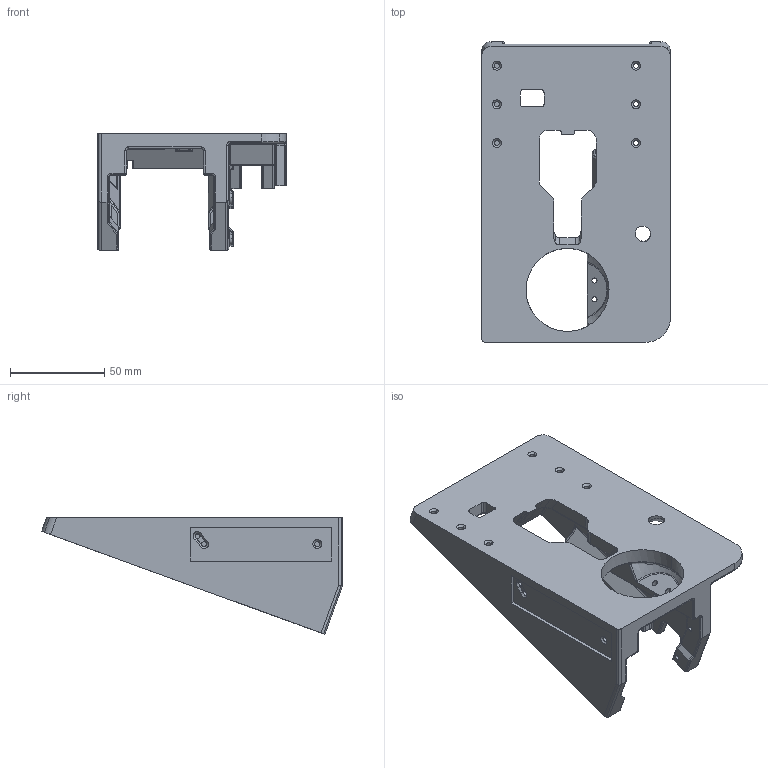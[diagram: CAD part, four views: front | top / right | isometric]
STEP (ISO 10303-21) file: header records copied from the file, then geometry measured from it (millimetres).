
FILE_DESCRIPTION(('STEP AP214'),'1');
FILE_NAME('Structure.stp','2022-08-06T14:23:01',(' '),(' '),'Spatial InterOp 3D',' ',' ');
FILE_SCHEMA(('AUTOMOTIVE_DESIGN { 1 0 10303 214 1 1 1 1 }'));
Length unit declared in the file: metre
Products named in the file (1): Structure
Bounding box: 100 x 159.37 x 61.79 mm (x, y, z)
Volume: 171873.3 mm3; surface area: 57600.7 mm2
Topology: 1 solids, 1 shells, 976 faces, 2486 edges, 1496 vertices
Faces by surface type: cylinder 572, plane 152, bspline 74, torus 74, cone 62, sphere 41, revolution 1
Entity records: 51397 total; most frequent: CARTESIAN_POINT 27551, DIRECTION 5348, ORIENTED_EDGE 4906, EDGE_CURVE 2453, AXIS2_PLACEMENT_3D 2178, VERTEX_POINT 1496, EDGE_LOOP 1021, CIRCLE 1006
